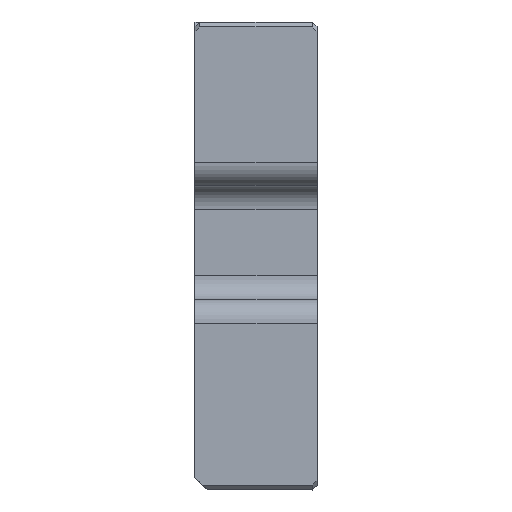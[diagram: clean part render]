
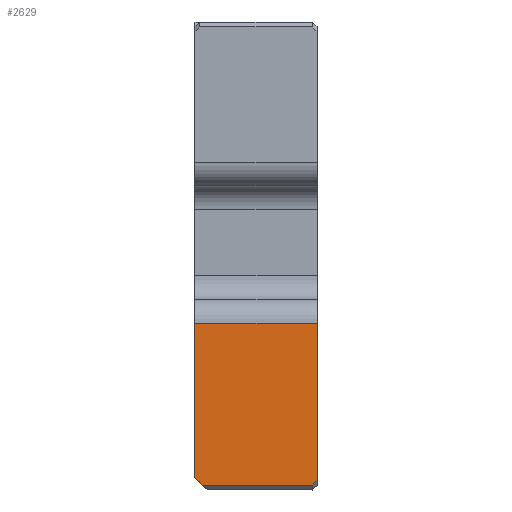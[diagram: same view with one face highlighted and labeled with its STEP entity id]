
A CAD part, left-side view. The second image highlights one B-rep face of the part: STEP entity #2629.
In plain terms, the highlighted planar face has unit normal (-1, 0, 0).
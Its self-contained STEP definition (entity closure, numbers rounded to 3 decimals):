
#101=PLANE('',#2849);
#214=FACE_OUTER_BOUND('',#378,.T.);
#378=EDGE_LOOP('',(#2034,#2035,#2036,#2037,#2038,#2039));
#554=LINE('',#3970,#818);
#605=LINE('',#4120,#869);
#606=LINE('',#4123,#870);
#607=LINE('',#4125,#871);
#608=LINE('',#4127,#872);
#609=LINE('',#4128,#873);
#818=VECTOR('',#3146,10.);
#869=VECTOR('',#3307,2.);
#870=VECTOR('',#3310,1000.);
#871=VECTOR('',#3311,1000.);
#872=VECTOR('',#3312,10.);
#873=VECTOR('',#3313,10.);
#1217=VERTEX_POINT('',#3967);
#1218=VERTEX_POINT('',#3969);
#1261=VERTEX_POINT('',#4116);
#1263=VERTEX_POINT('',#4122);
#1264=VERTEX_POINT('',#4124);
#1265=VERTEX_POINT('',#4126);
#1476=EDGE_CURVE('',#1217,#1218,#554,.T.);
#1548=EDGE_CURVE('',#1218,#1261,#605,.T.);
#1549=EDGE_CURVE('',#1263,#1217,#606,.T.);
#1550=EDGE_CURVE('',#1264,#1263,#607,.T.);
#1551=EDGE_CURVE('',#1264,#1265,#608,.T.);
#1552=EDGE_CURVE('',#1261,#1265,#609,.T.);
#2034=ORIENTED_EDGE('',*,*,#1548,.F.);
#2035=ORIENTED_EDGE('',*,*,#1476,.F.);
#2036=ORIENTED_EDGE('',*,*,#1549,.F.);
#2037=ORIENTED_EDGE('',*,*,#1550,.F.);
#2038=ORIENTED_EDGE('',*,*,#1551,.T.);
#2039=ORIENTED_EDGE('',*,*,#1552,.F.);
#2629=ADVANCED_FACE('',(#214),#101,.T.);
#2849=AXIS2_PLACEMENT_3D('',#4121,#3308,#3309);
#3146=DIRECTION('',(0.,0.,1.));
#3307=DIRECTION('',(0.,-1.,0.));
#3308=DIRECTION('center_axis',(-1.,0.,0.));
#3309=DIRECTION('ref_axis',(0.,0.,-1.));
#3310=DIRECTION('',(0.,0.707,0.707));
#3311=DIRECTION('',(0.,1.,0.));
#3312=DIRECTION('',(0.,-0.707,0.707));
#3313=DIRECTION('',(0.,0.,-1.));
#3967=CARTESIAN_POINT('',(-10.455,232.05,-19.25));
#3969=CARTESIAN_POINT('',(-10.455,232.05,-6.62));
#3970=CARTESIAN_POINT('',(-10.455,232.05,8.438));
#4116=CARTESIAN_POINT('',(-10.455,222.05,-6.62));
#4120=CARTESIAN_POINT('',(-10.455,222.05,-6.62));
#4121=CARTESIAN_POINT('Origin',(-10.455,226.05,18.));
#4122=CARTESIAN_POINT('',(-10.455,231.45,-19.85));
#4123=CARTESIAN_POINT('',(-10.455,239.613,-11.687));
#4124=CARTESIAN_POINT('',(-10.455,222.45,-19.85));
#4125=CARTESIAN_POINT('',(-10.455,226.05,-19.85));
#4126=CARTESIAN_POINT('',(-10.455,222.05,-19.45));
#4127=CARTESIAN_POINT('',(-10.455,213.988,-11.387));
#4128=CARTESIAN_POINT('',(-10.455,222.05,8.438));
